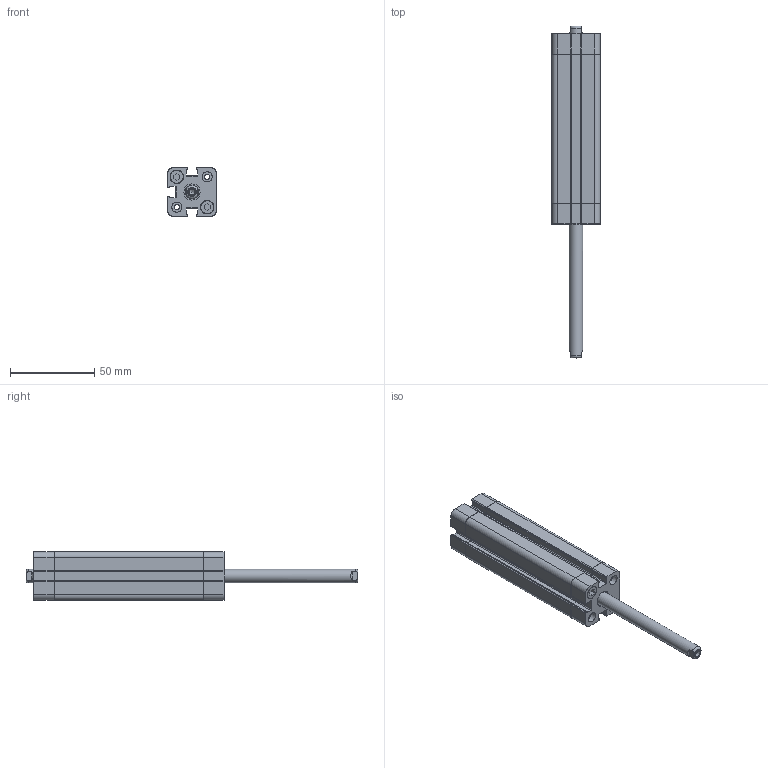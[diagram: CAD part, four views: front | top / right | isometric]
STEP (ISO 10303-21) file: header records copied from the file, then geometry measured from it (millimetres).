
FILE_DESCRIPTION((''),'2;1');
FILE_NAME('ADMP016.075.GS.F.stp','2011-07-29T08:47:20',('Administrator'),(''),'Autodesk Inventor 2012','Autodesk Inventor 2012','');
FILE_SCHEMA(('AUTOMOTIVE_DESIGN { 1 0 10303 214 1 1 1 1 }'));
Length unit declared in the file: millimetre
Products named in the file (1): ADMP016.075.GS.F
Bounding box: 29.05 x 197 x 29.05 mm (x, y, z)
Volume: 84175.3 mm3; surface area: 23740.8 mm2
Topology: 1 solids, 1 shells, 278 faces, 732 edges, 480 vertices
Faces by surface type: plane 166, cylinder 108, torus 2, cone 2
Full cylindrical faces by diameter (mm): 3.242 x4, 4.134 x2, 4.25 x2, 6 x4, 7.5 x4, 8 x6, 9.6 x2
Entity records: 8803 total; most frequent: DIRECTION 1522, CARTESIAN_POINT 1515, ORIENTED_EDGE 1392, EDGE_CURVE 696, AXIS2_PLACEMENT_3D 551, VERTEX_POINT 472, VECTOR 420, LINE 420
